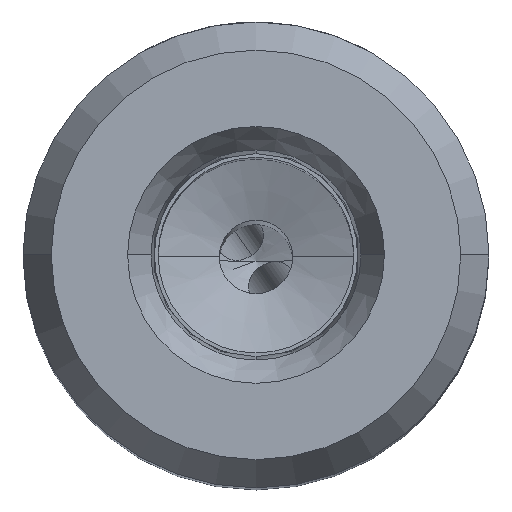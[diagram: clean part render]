
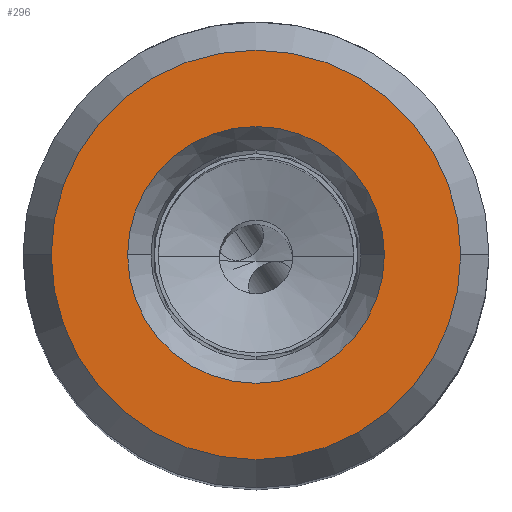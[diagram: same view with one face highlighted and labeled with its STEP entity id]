
A CAD part, top view. The second image highlights one B-rep face of the part: STEP entity #296.
In plain terms, the highlighted planar face has unit normal (0, 0, 1).
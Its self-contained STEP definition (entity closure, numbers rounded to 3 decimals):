
#95=FACE_BOUND('',#790,.T.);
#96=FACE_BOUND('',#791,.T.);
#155=PLANE('',#4335);
#296=ADVANCED_FACE('',(#95,#96),#155,.T.);
#790=EDGE_LOOP('',(#1840,#1841));
#791=EDGE_LOOP('',(#1842,#1843));
#992=CIRCLE('',#4329,5.25);
#993=CIRCLE('',#4331,5.25);
#994=CIRCLE('',#4333,8.37);
#995=CIRCLE('',#4334,8.37);
#1840=ORIENTED_EDGE('',*,*,#3443,.T.);
#1841=ORIENTED_EDGE('',*,*,#3444,.T.);
#1842=ORIENTED_EDGE('',*,*,#3445,.T.);
#1843=ORIENTED_EDGE('',*,*,#3446,.T.);
#2934=VERTEX_POINT('',#8589);
#2935=VERTEX_POINT('',#8591);
#2936=VERTEX_POINT('',#8597);
#2937=VERTEX_POINT('',#8598);
#3443=EDGE_CURVE('',#2934,#2935,#992,.T.);
#3444=EDGE_CURVE('',#2935,#2934,#993,.T.);
#3445=EDGE_CURVE('',#2936,#2937,#994,.T.);
#3446=EDGE_CURVE('',#2937,#2936,#995,.T.);
#4329=AXIS2_PLACEMENT_3D('',#8592,#4860,#4861);
#4331=AXIS2_PLACEMENT_3D('',#8594,#4864,#4865);
#4333=AXIS2_PLACEMENT_3D('',#8596,#4868,#4869);
#4334=AXIS2_PLACEMENT_3D('',#8599,#4870,#4871);
#4335=AXIS2_PLACEMENT_3D('',#8600,#4872,#4873);
#4860=DIRECTION('',(0.,0.,-1.));
#4861=DIRECTION('',(-1.,0.,0.));
#4864=DIRECTION('',(0.,0.,-1.));
#4865=DIRECTION('',(1.,0.,0.));
#4868=DIRECTION('',(0.,0.,1.));
#4869=DIRECTION('',(-1.,0.,0.));
#4870=DIRECTION('',(0.,0.,1.));
#4871=DIRECTION('',(1.,0.,0.));
#4872=DIRECTION('',(0.,0.,1.));
#4873=DIRECTION('',(-1.,0.,0.));
#8589=CARTESIAN_POINT('',(-5.25,0.,24.5));
#8591=CARTESIAN_POINT('',(5.25,0.,24.5));
#8592=CARTESIAN_POINT('',(0.,0.,24.5));
#8594=CARTESIAN_POINT('',(0.,0.,24.5));
#8596=CARTESIAN_POINT('',(0.,0.,24.5));
#8597=CARTESIAN_POINT('',(-8.37,0.,24.5));
#8598=CARTESIAN_POINT('',(8.37,0.,24.5));
#8599=CARTESIAN_POINT('',(0.,0.,24.5));
#8600=CARTESIAN_POINT('',(0.,0.,24.5));
